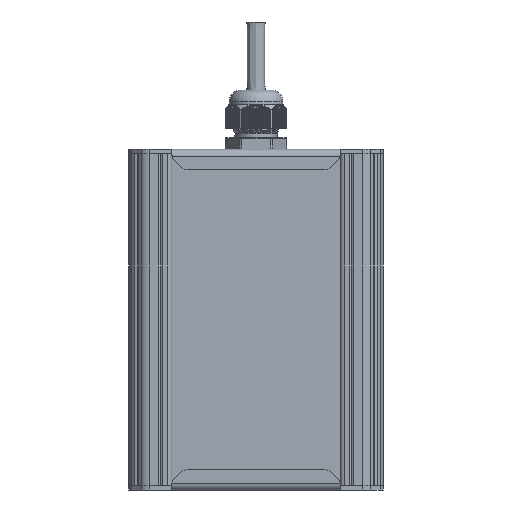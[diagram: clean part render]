
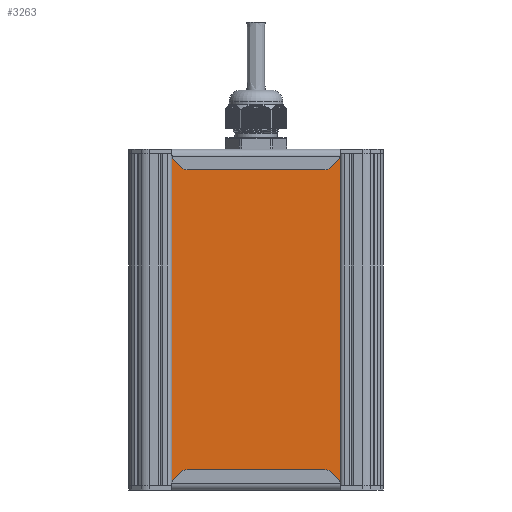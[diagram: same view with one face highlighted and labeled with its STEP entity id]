
A CAD part, front view. The second image highlights one B-rep face of the part: STEP entity #3263.
In plain terms, the highlighted face is planar.
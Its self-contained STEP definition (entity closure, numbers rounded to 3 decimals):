
#3263=ADVANCED_FACE('',(#14707),#14709,.T.);
#14707=FACE_BOUND('',#14708,.T.);
#14708=EDGE_LOOP('',(#42835,#42836,#42837,#42838));
#14709=PLANE('',#14710);
#14710=AXIS2_PLACEMENT_3D('',#14711,#14712,#14713);
#14711=CARTESIAN_POINT('',(120.465,593.492,117.308));
#14712=DIRECTION('',(0.,0.,-1.));
#14713=DIRECTION('',(0.,1.,0.));
#42835=ORIENTED_EDGE('',*,*,#50137,.T.);
#42836=ORIENTED_EDGE('',*,*,#50136,.T.);
#42837=ORIENTED_EDGE('',*,*,#50138,.T.);
#42838=ORIENTED_EDGE('',*,*,#50139,.F.);
#50136=EDGE_CURVE('',#56115,#56120,#56122,.T.);
#50137=EDGE_CURVE('',#56123,#56115,#56124,.F.);
#50138=EDGE_CURVE('',#56120,#56125,#56126,.T.);
#50139=EDGE_CURVE('',#56123,#56125,#56127,.T.);
#56115=VERTEX_POINT('',#75513);
#56120=VERTEX_POINT('',#75522);
#56122=LINE('',#75526,#75527);
#56123=VERTEX_POINT('',#75529);
#56124=LINE('',#75530,#75531);
#56125=VERTEX_POINT('',#75533);
#56126=LINE('',#75534,#75535);
#56127=LINE('',#75537,#75538);
#75513=CARTESIAN_POINT('',(195.465,679.838,117.308));
#75522=CARTESIAN_POINT('',(341.465,679.838,117.308));
#75526=CARTESIAN_POINT('',(195.465,679.838,117.308));
#75527=VECTOR('',#75528,1.);
#75528=DIRECTION('',(1.,0.,0.));
#75529=CARTESIAN_POINT('',(195.465,593.492,117.308));
#75530=CARTESIAN_POINT('',(195.465,679.838,117.308));
#75531=VECTOR('',#75532,1.);
#75532=DIRECTION('',(0.,-1.,0.));
#75533=CARTESIAN_POINT('',(341.465,593.492,117.308));
#75534=CARTESIAN_POINT('',(341.465,679.838,117.308));
#75535=VECTOR('',#75536,1.);
#75536=DIRECTION('',(0.,-1.,0.));
#75537=CARTESIAN_POINT('',(195.465,593.492,117.308));
#75538=VECTOR('',#75539,1.);
#75539=DIRECTION('',(1.,0.,0.));
